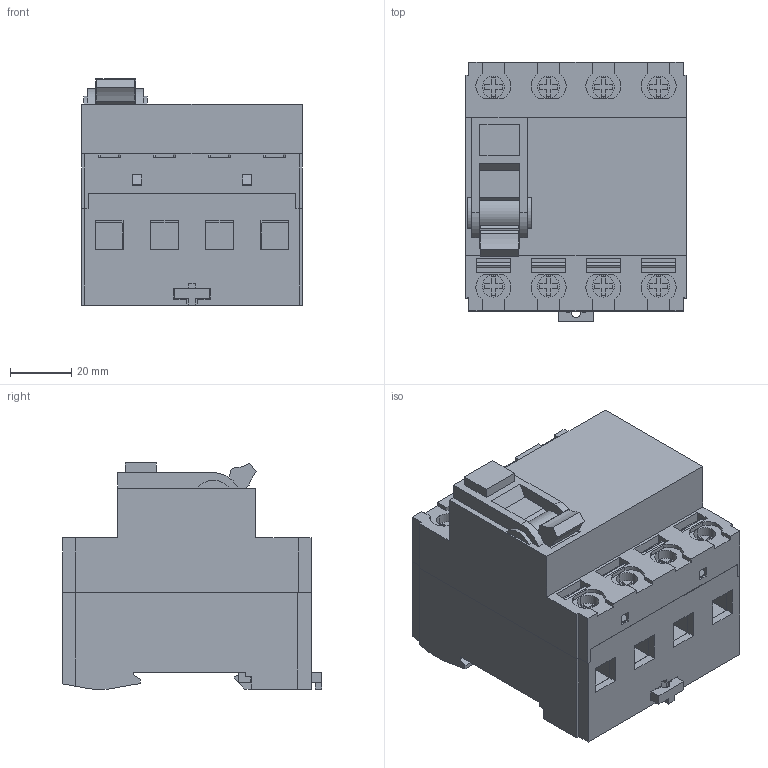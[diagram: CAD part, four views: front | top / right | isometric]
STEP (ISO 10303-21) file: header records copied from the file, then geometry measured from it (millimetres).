
FILE_DESCRIPTION((''),'2;1');
FILE_NAME('B104570','2013-07-01T',('SESA231906'),('Schneider-Electric'),'PRO/ENGINEER BY PARAMETRIC TECHNOLOGY CORPORATION, 2011410','PRO/ENGINEER BY PARAMETRIC TECHNOLOGY CORPORATION, 2011410','');
FILE_SCHEMA(('CONFIG_CONTROL_DESIGN'));
Length unit declared in the file: millimetre
Products named in the file (1): B104570
Bounding box: 71.83 x 84.4 x 73.65 mm (x, y, z)
Volume: 294185.8 mm3; surface area: 46904.5 mm2
Topology: 1 solids, 1 shells, 701 faces, 2011 edges, 1348 vertices
Faces by surface type: plane 647, cylinder 54
Entity records: 22661 total; most frequent: CARTESIAN_POINT 4074, ORIENTED_EDGE 4022, DIRECTION 3559, EDGE_CURVE 2011, VECTOR 1861, LINE 1861, VERTEX_POINT 1348, AXIS2_PLACEMENT_3D 849
